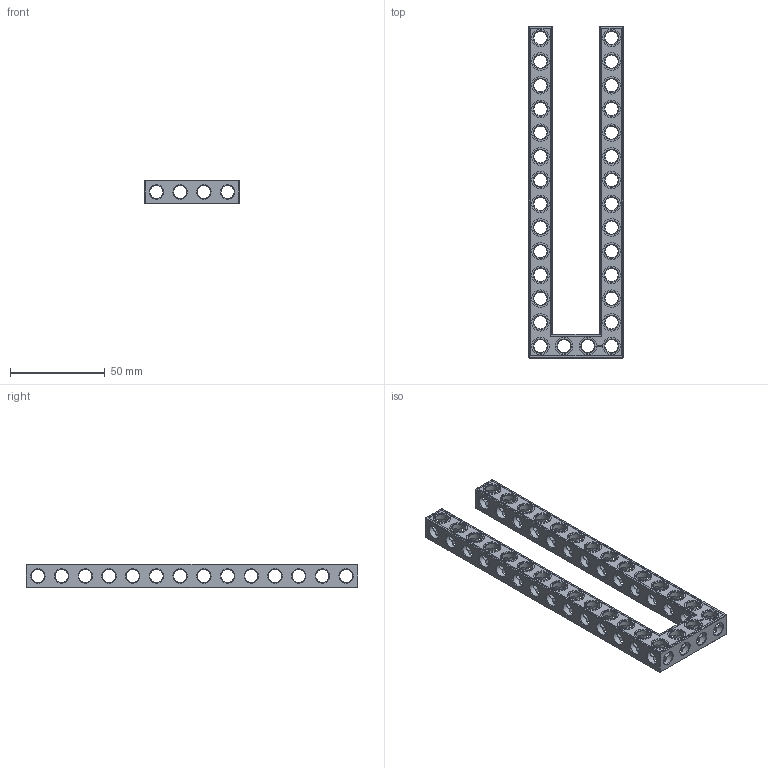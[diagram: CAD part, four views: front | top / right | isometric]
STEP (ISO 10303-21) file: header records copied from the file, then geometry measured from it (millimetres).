
FILE_DESCRIPTION(('FreeCAD Model'),'2;1');
FILE_NAME('Open CASCADE Shape Model','2022-02-23T00:50:10',( 'Paulo Kiefe'),('STEMFIE.org'),'Open CASCADE STEP processor 7.4', 'FreeCAD','Unknown');
FILE_SCHEMA(('AUTOMOTIVE_DESIGN { 1 0 10303 214 1 1 1 1 }'));
Products named in the file (1): Beam_AGD_ESS_USH_SYM_BU04x14x01_-_SPN-BEM-0332_(stemfie.org)
Bounding box: 50 x 175 x 12.5 mm (x, y, z)
Volume: 29322.8 mm3; surface area: 26219.8 mm2
Topology: 1 solids, 1 shells, 898 faces, 2690 edges, 1736 vertices
Faces by surface type: plane 407, extrusion 188, cylinder 181, cone 122
Full cylindrical faces by diameter (mm): 6.98 x30, 7 x121, 9.2 x30
Entity records: 194307 total; most frequent: CARTESIAN_POINT 144364, DIRECTION 7884, ORIENTED_EDGE 5380, PCURVE 5380, DEFINITIONAL_REPRESENTATION 5380, VECTOR 5258, LINE 5070, EDGE_CURVE 2690
